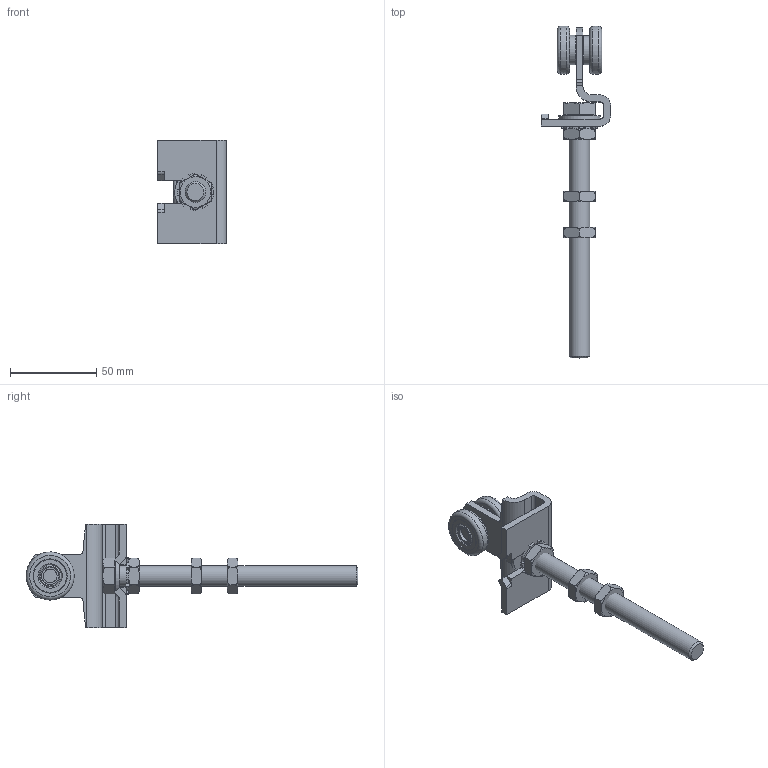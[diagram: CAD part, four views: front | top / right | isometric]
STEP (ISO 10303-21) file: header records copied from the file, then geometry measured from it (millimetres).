
FILE_DESCRIPTION(/* description */ (''),/* implementation_level */ '2;1');
FILE_NAME(/* name */ '9231L.stp',/* time_stamp */ '2019-08-21T08:14:43+02:00',/* author */ ('SIMMETF'),/* organization */ (''),/* preprocessor_version */ 'ST-DEVELOPER v17.2',/* originating_system */ 'Autodesk Inventor 2019',/* authorisation */ '');
FILE_SCHEMA (('AUTOMOTIVE_DESIGN { 1 0 10303 214 3 1 1 }'));
Length unit declared in the file: millimetre
Products named in the file (13): 9231; 16499; 16498; 15804; 15799; 15800; 15801; 15802; BILLE D4.76; 15741; 04540; 09017; 06012
Assembly tree (27 placements, depth 3):
  9231
    16499
    16498
    15804  x2
      15799
      15800
      15801
      15802
      BILLE D4.76
    15741
    04540
    06012  x3
    09017
Bounding box: 40 x 191.94 x 60 mm (x, y, z)
Volume: 49396.8 mm3; surface area: 32194 mm2
Topology: 42 solids, 42 shells, 267 faces, 735 edges, 506 vertices
Faces by surface type: plane 116, cylinder 82, sphere 26, cone 25, torus 16, bspline 2
Full cylindrical faces by diameter (mm): 8 x2, 9.9 x2, 10.1 x2, 10.106 x3, 12 x3, 12.05 x4, 12.1 x1, 12.5 x1, 16.63 x1, 17 x2, 19 x4, 19.8 x4, 24 x1
Entity records: 7000 total; most frequent: CARTESIAN_POINT 1398, DIRECTION 1159, ORIENTED_EDGE 1016, EDGE_CURVE 508, AXIS2_PLACEMENT_3D 450, VERTEX_POINT 348, LINE 259, VECTOR 259
